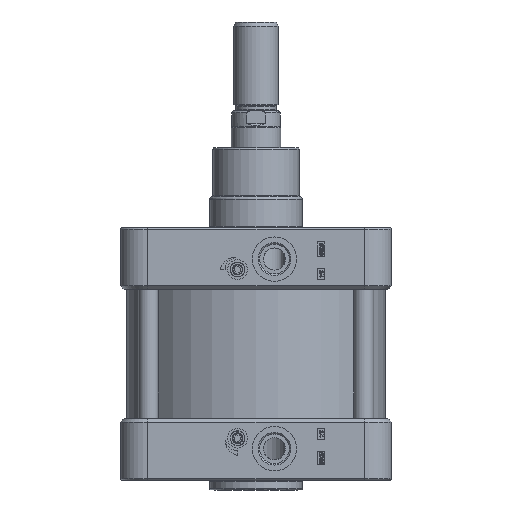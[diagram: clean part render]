
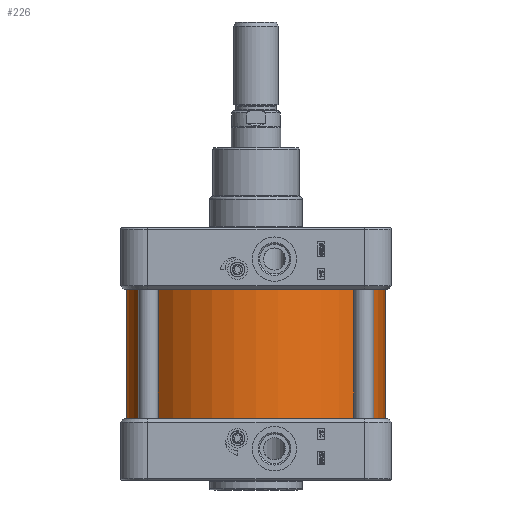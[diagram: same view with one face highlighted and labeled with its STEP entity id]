
A CAD part, front view. The second image highlights one B-rep face of the part: STEP entity #226.
In plain terms, the highlighted cylindrical face has radius 105 mm (diameter 210 mm), a full revolution.
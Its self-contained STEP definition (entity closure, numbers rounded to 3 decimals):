
#160=CARTESIAN_POINT('',(-105.0,52.5,0.));
#161=VERTEX_POINT('',#160);
#162=CARTESIAN_POINT('',(0.0,52.5,0.0));
#163=DIRECTION('',(0.0,-1.0,0.0));
#164=DIRECTION('',(1.0,0.0,0.0));
#165=AXIS2_PLACEMENT_3D('',#162,#163,#164);
#166=CIRCLE('',#165,105.0);
#167=EDGE_CURVE('',#161,#161,#166,.T.);
#200=CARTESIAN_POINT('',(-105.0,-52.5,0.));
#201=VERTEX_POINT('',#200);
#202=CARTESIAN_POINT('',(0.0,-52.5,0.0));
#203=DIRECTION('',(0.0,1.0,0.0));
#204=DIRECTION('',(1.0,0.0,0.0));
#205=AXIS2_PLACEMENT_3D('',#202,#203,#204);
#206=CIRCLE('',#205,105.0);
#207=EDGE_CURVE('',#201,#201,#206,.T.);
#215=CARTESIAN_POINT('',(0.0,0.0,0.0));
#216=DIRECTION('',(0.0,1.0,0.0));
#217=DIRECTION('',(1.0,0.0,0.0));
#218=AXIS2_PLACEMENT_3D('',#215,#216,#217);
#219=CYLINDRICAL_SURFACE('',#218,105.0);
#220=ORIENTED_EDGE('',*,*,#207,.T.);
#221=EDGE_LOOP('',(#220));
#222=FACE_OUTER_BOUND('',#221,.T.);
#223=ORIENTED_EDGE('',*,*,#167,.T.);
#224=EDGE_LOOP('',(#223));
#225=FACE_BOUND('',#224,.T.);
#226=ADVANCED_FACE('',(#222,#225),#219,.T.);
